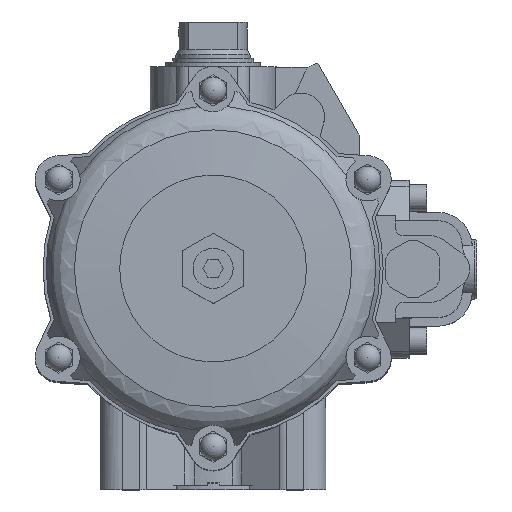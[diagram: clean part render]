
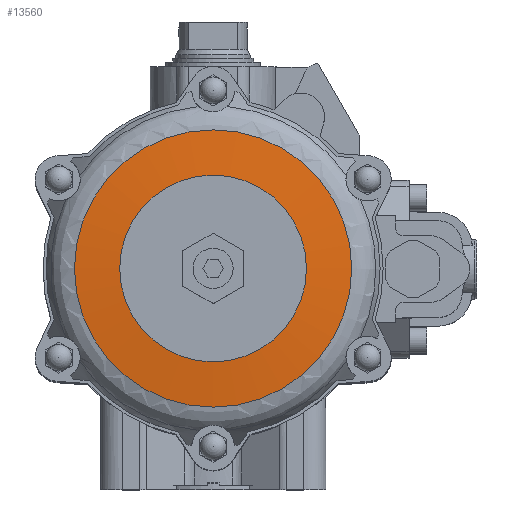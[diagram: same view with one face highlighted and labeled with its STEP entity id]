
A CAD part, top view. The second image highlights one B-rep face of the part: STEP entity #13560.
In plain terms, the highlighted conical face has half-angle 85 degrees and reference radius 93.381 mm.
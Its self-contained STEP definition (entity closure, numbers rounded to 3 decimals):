
#52=CONICAL_SURFACE('',#14661,93.381,1.484);
#4599=ORIENTED_EDGE('',*,*,#8255,.F.);
#4600=ORIENTED_EDGE('',*,*,#8066,.T.);
#8066=EDGE_CURVE('',#9957,#9957,#10978,.T.);
#8255=EDGE_CURVE('',#10082,#10082,#11031,.T.);
#9957=VERTEX_POINT('',#21400);
#10082=VERTEX_POINT('',#21769);
#10978=CIRCLE('',#14554,93.381);
#11031=CIRCLE('',#14662,62.9);
#11519=EDGE_LOOP('',(#4599));
#11520=EDGE_LOOP('',(#4600));
#12429=FACE_BOUND('',#11519,.T.);
#12430=FACE_BOUND('',#11520,.T.);
#13560=ADVANCED_FACE('',(#12429,#12430),#52,.T.);
#14554=AXIS2_PLACEMENT_3D('',#21399,#16633,#16634);
#14661=AXIS2_PLACEMENT_3D('',#21767,#16983,#16984);
#14662=AXIS2_PLACEMENT_3D('',#21768,#16985,#16986);
#16633=DIRECTION('',(0.,0.,1.));
#16634=DIRECTION('',(1.,0.,0.));
#16983=DIRECTION('',(0.,0.,-1.));
#16984=DIRECTION('',(-1.,0.,0.));
#16985=DIRECTION('',(0.,0.,1.));
#16986=DIRECTION('',(1.,0.,0.));
#21399=CARTESIAN_POINT('',(0.,0.,304.333));
#21400=CARTESIAN_POINT('',(93.381,0.,304.333));
#21767=CARTESIAN_POINT('',(0.,0.,304.333));
#21768=CARTESIAN_POINT('',(0.,0.,307.));
#21769=CARTESIAN_POINT('',(62.9,0.,307.));
